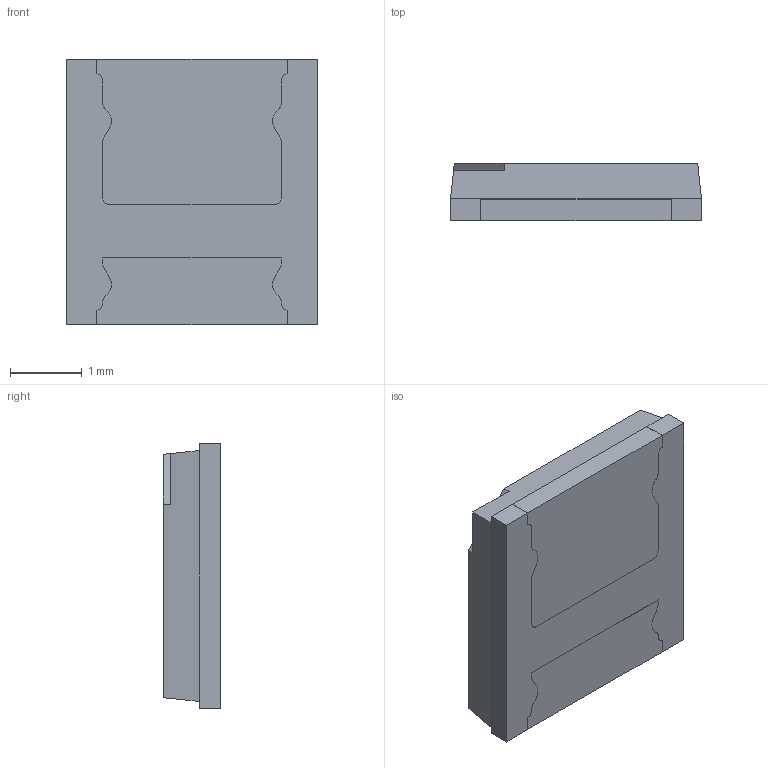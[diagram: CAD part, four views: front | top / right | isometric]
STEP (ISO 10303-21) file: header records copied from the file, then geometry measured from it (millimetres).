
FILE_DESCRIPTION (( 'STEP AP214' ), '1' );
FILE_NAME ('LUXEON_3535L_HE_12152015_CUST MODEL.STEP', '2015-12-15T21:44:06', ( 'Philips' ), ( 'Philips' ), 'SwSTEP 2.0', 'SolidWorks 2014', '' );
FILE_SCHEMA (( 'AUTOMOTIVE_DESIGN' ));
Length unit declared in the file: millimetre
Products named in the file (1): LUXEON_3535L_HE_12152015_CUST MODEL
Bounding box: 3.5 x 0.8 x 3.7 mm (x, y, z)
Volume: 9.8 mm3; surface area: 36.4 mm2
Topology: 1 solids, 1 shells, 65 faces, 178 edges, 116 vertices
Faces by surface type: plane 45, cylinder 20
Entity records: 2313 total; most frequent: CARTESIAN_POINT 360, ORIENTED_EDGE 356, DIRECTION 350, EDGE_CURVE 178, LINE 138, VECTOR 138, VERTEX_POINT 116, AXIS2_PLACEMENT_3D 106
